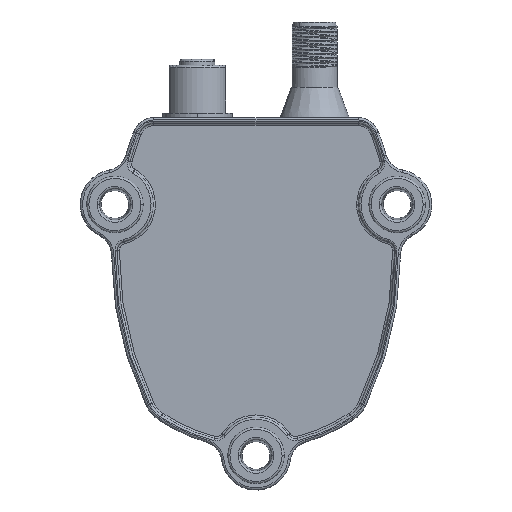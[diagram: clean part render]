
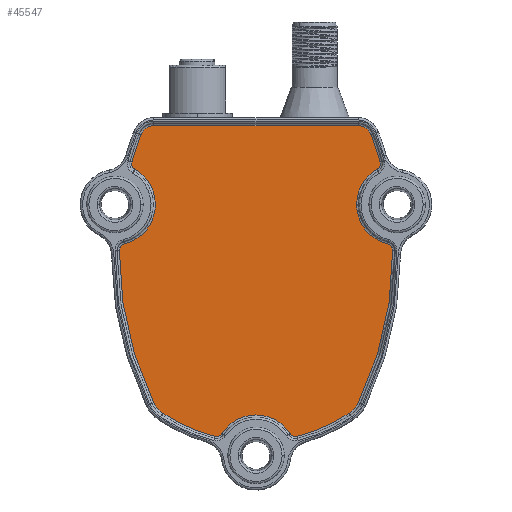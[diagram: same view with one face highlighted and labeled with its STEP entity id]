
A CAD part, front view. The second image highlights one B-rep face of the part: STEP entity #45547.
In plain terms, the highlighted planar face has unit normal (0, -1, 0).
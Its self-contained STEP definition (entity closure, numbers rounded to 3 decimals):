
#16444=CARTESIAN_POINT('',(-34.247,5.659,
10.265));
#16445=DIRECTION('',(0.,1.,0.));
#16446=DIRECTION('',(-1.,0.,0.011));
#16447=AXIS2_PLACEMENT_3D('',#16444,#16445,#16446);
#16449=CARTESIAN_POINT('',(-36.775,5.659,
20.789));
#16450=DIRECTION('',(0.,-1.,0.));
#16451=DIRECTION('',(0.234,0.,-0.972));
#16452=AXIS2_PLACEMENT_3D('',#16449,#16450,#16451);
#16454=CARTESIAN_POINT('',(-31.381,5.659,
30.173));
#16455=DIRECTION('',(0.,1.,0.));
#16456=DIRECTION('',(-0.498,0.,-0.867));
#16457=AXIS2_PLACEMENT_3D('',#16454,#16455,#16456);
#16459=CARTESIAN_POINT('',(42.425,5.659,9.389));
#16460=DIRECTION('',(0.,1.,0.));
#16461=DIRECTION('',(-0.963,0.,0.271));
#16462=AXIS2_PLACEMENT_3D('',#16459,#16460,#16461);
#16464=CARTESIAN_POINT('',(-27.775,5.659,
35.789));
#16465=DIRECTION('',(0.,1.,0.));
#16466=DIRECTION('',(-0.936,0.,0.352));
#16467=AXIS2_PLACEMENT_3D('',#16464,#16465,#16466);
#16469=CARTESIAN_POINT('',(19.225,5.659,35.789));
#16470=DIRECTION('',(0.,1.,0.));
#16471=DIRECTION('',(0.,0.,1.));
#16472=AXIS2_PLACEMENT_3D('',#16469,#16470,#16471);
#16474=CARTESIAN_POINT('',(-50.975,5.659,
9.389));
#16475=DIRECTION('',(0.,1.,0.));
#16476=DIRECTION('',(0.936,0.,0.352));
#16477=AXIS2_PLACEMENT_3D('',#16474,#16475,#16476);
#16479=CARTESIAN_POINT('',(22.831,5.659,30.173));
#16480=DIRECTION('',(0.,1.,0.));
#16481=DIRECTION('',(0.963,0.,0.271));
#16482=AXIS2_PLACEMENT_3D('',#16479,#16480,#16481);
#16484=CARTESIAN_POINT('',(28.225,5.659,20.789));
#16485=DIRECTION('',(0.,-1.,0.));
#16486=DIRECTION('',(-0.498,0.,0.867));
#16487=AXIS2_PLACEMENT_3D('',#16484,#16485,#16486);
#16489=CARTESIAN_POINT('',(25.696,5.659,10.265));
#16490=DIRECTION('',(0.,1.,0.));
#16491=DIRECTION('',(0.234,0.,0.972));
#16492=AXIS2_PLACEMENT_3D('',#16489,#16490,#16491);
#16494=CARTESIAN_POINT('',(-50.975,5.659,
9.389));
#16495=DIRECTION('',(0.,1.,0.));
#16496=DIRECTION('',(1.,0.,0.011));
#16497=AXIS2_PLACEMENT_3D('',#16494,#16495,#16496);
#16499=CARTESIAN_POINT('',(13.746,5.659,
-22.157));
#16500=DIRECTION('',(0.,1.,0.));
#16501=DIRECTION('',(0.899,0.,-0.438));
#16502=AXIS2_PLACEMENT_3D('',#16499,#16500,#16501);
#16504=CARTESIAN_POINT('',(-4.275,5.659,
4.889));
#16505=DIRECTION('',(0.,1.,0.));
#16506=DIRECTION('',(0.555,0.,-0.832));
#16507=AXIS2_PLACEMENT_3D('',#16504,#16505,#16506);
#16509=CARTESIAN_POINT('',(4.828,5.659,
-31.156));
#16510=DIRECTION('',(0.,1.,0.));
#16511=DIRECTION('',(0.245,0.,-0.97));
#16512=AXIS2_PLACEMENT_3D('',#16509,#16510,#16511);
#16514=CARTESIAN_POINT('',(-4.275,5.659,
-37.011));
#16515=DIRECTION('',(0.,-1.,0.));
#16516=DIRECTION('',(0.841,0.,0.541));
#16517=AXIS2_PLACEMENT_3D('',#16514,#16515,#16516);
#16519=CARTESIAN_POINT('',(-13.378,5.659,
-31.156));
#16520=DIRECTION('',(0.,1.,0.));
#16521=DIRECTION('',(0.841,0.,-0.541));
#16522=AXIS2_PLACEMENT_3D('',#16519,#16520,#16521);
#16524=CARTESIAN_POINT('',(-4.275,5.659,
4.889));
#16525=DIRECTION('',(0.,1.,0.));
#16526=DIRECTION('',(-0.245,0.,-0.97));
#16527=AXIS2_PLACEMENT_3D('',#16524,#16525,#16526);
#16529=CARTESIAN_POINT('',(-22.297,5.659,
-22.157));
#16530=DIRECTION('',(0.,1.,0.));
#16531=DIRECTION('',(-0.555,0.,-0.832));
#16532=AXIS2_PLACEMENT_3D('',#16529,#16530,#16531);
#16534=CARTESIAN_POINT('',(42.425,5.659,9.389));
#16535=DIRECTION('',(0.,1.,0.));
#16536=DIRECTION('',(-0.899,0.,-0.438));
#16537=AXIS2_PLACEMENT_3D('',#16534,#16535,#16536);
#16599=DIRECTION('',(-1.,0.,0.));
#16600=VECTOR('',#16599,47.);
#16601=CARTESIAN_POINT('',(19.225,5.659,38.964));
#16602=LINE('',#16601,#16600);
#17259=CARTESIAN_POINT('',(-35.745,5.659,
10.282));
#17260=CARTESIAN_POINT('',(-34.597,5.659,
11.722));
#17261=VERTEX_POINT('',#17259);
#17262=VERTEX_POINT('',#17260);
#17263=CARTESIAN_POINT('',(-32.128,5.659,
28.873));
#17264=VERTEX_POINT('',#17263);
#17265=CARTESIAN_POINT('',(-32.824,5.659,
30.579));
#17266=VERTEX_POINT('',#17265);
#17267=CARTESIAN_POINT('',(-30.747,5.659,
36.907));
#17268=VERTEX_POINT('',#17267);
#17269=CARTESIAN_POINT('',(-27.775,5.659,
38.964));
#17270=VERTEX_POINT('',#17269);
#17271=CARTESIAN_POINT('',(19.225,5.659,38.964));
#17272=VERTEX_POINT('',#17271);
#17273=CARTESIAN_POINT('',(22.197,5.659,36.907));
#17274=VERTEX_POINT('',#17273);
#17275=CARTESIAN_POINT('',(24.273,5.659,30.579));
#17276=VERTEX_POINT('',#17275);
#17277=CARTESIAN_POINT('',(23.577,5.659,28.873));
#17278=VERTEX_POINT('',#17277);
#17279=CARTESIAN_POINT('',(26.046,5.659,11.722));
#17280=VERTEX_POINT('',#17279);
#17281=CARTESIAN_POINT('',(27.195,5.659,10.282));
#17282=VERTEX_POINT('',#17281);
#17283=CARTESIAN_POINT('',(19.297,5.659,
-24.862));
#17284=VERTEX_POINT('',#17283);
#17285=CARTESIAN_POINT('',(17.17,5.659,
-27.296));
#17286=VERTEX_POINT('',#17285);
#17287=CARTESIAN_POINT('',(5.195,5.659,
-32.609));
#17288=VERTEX_POINT('',#17287);
#17289=CARTESIAN_POINT('',(3.567,5.659,
-31.966));
#17290=VERTEX_POINT('',#17289);
#17291=CARTESIAN_POINT('',(-12.118,5.659,
-31.966));
#17292=VERTEX_POINT('',#17291);
#17293=CARTESIAN_POINT('',(-13.745,5.659,-32.609));
#17294=VERTEX_POINT('',#17293);
#17295=CARTESIAN_POINT('',(-25.721,5.659,
-27.296));
#17296=VERTEX_POINT('',#17295);
#17297=CARTESIAN_POINT('',(-27.848,5.659,
-24.862));
#17298=VERTEX_POINT('',#17297);
#45501=CARTESIAN_POINT('',(-4.275,5.659,
-2.711));
#45502=DIRECTION('',(0.,-1.,0.));
#45503=DIRECTION('',(-1.,0.,0.));
#45504=AXIS2_PLACEMENT_3D('',#45501,#45502,#45503);
#45505=PLANE('',#45504);
#45507=ORIENTED_EDGE('',*,*,#45506,.T.);
#45509=ORIENTED_EDGE('',*,*,#45508,.T.);
#45511=ORIENTED_EDGE('',*,*,#45510,.T.);
#45513=ORIENTED_EDGE('',*,*,#45512,.T.);
#45515=ORIENTED_EDGE('',*,*,#45514,.T.);
#45517=ORIENTED_EDGE('',*,*,#45516,.F.);
#45519=ORIENTED_EDGE('',*,*,#45518,.T.);
#45521=ORIENTED_EDGE('',*,*,#45520,.T.);
#45523=ORIENTED_EDGE('',*,*,#45522,.T.);
#45525=ORIENTED_EDGE('',*,*,#45524,.T.);
#45527=ORIENTED_EDGE('',*,*,#45526,.T.);
#45529=ORIENTED_EDGE('',*,*,#45528,.T.);
#45531=ORIENTED_EDGE('',*,*,#45530,.T.);
#45533=ORIENTED_EDGE('',*,*,#45532,.T.);
#45535=ORIENTED_EDGE('',*,*,#45534,.T.);
#45537=ORIENTED_EDGE('',*,*,#45536,.T.);
#45539=ORIENTED_EDGE('',*,*,#45538,.T.);
#45541=ORIENTED_EDGE('',*,*,#45540,.T.);
#45542=ORIENTED_EDGE('',*,*,#45484,.T.);
#45544=ORIENTED_EDGE('',*,*,#45543,.T.);
#45545=EDGE_LOOP('',(#45507,#45509,#45511,#45513,#45515,#45517,#45519,#45521,
#45523,#45525,#45527,#45529,#45531,#45533,#45535,#45537,#45539,#45541,#45542,
#45544));
#45546=FACE_OUTER_BOUND('',#45545,.F.);
#45547=ADVANCED_FACE('',(#45546),#45505,.T.);
#16448=CIRCLE('',#16447,1.499);
#16453=CIRCLE('',#16452,9.325);
#16458=CIRCLE('',#16457,1.499);
#16463=CIRCLE('',#16462,78.175);
#16468=CIRCLE('',#16467,3.175);
#16473=CIRCLE('',#16472,3.175);
#16478=CIRCLE('',#16477,78.175);
#16483=CIRCLE('',#16482,1.499);
#16488=CIRCLE('',#16487,9.325);
#16493=CIRCLE('',#16492,1.499);
#16498=CIRCLE('',#16497,78.175);
#16503=CIRCLE('',#16502,6.175);
#16508=CIRCLE('',#16507,38.675);
#16513=CIRCLE('',#16512,1.499);
#16518=CIRCLE('',#16517,9.325);
#16523=CIRCLE('',#16522,1.499);
#16528=CIRCLE('',#16527,38.675);
#16533=CIRCLE('',#16532,6.175);
#16538=CIRCLE('',#16537,78.175);
#45484=EDGE_CURVE('',#17296,#17298,#16533,.T.);
#45506=EDGE_CURVE('',#17261,#17262,#16448,.T.);
#45508=EDGE_CURVE('',#17262,#17264,#16453,.T.);
#45510=EDGE_CURVE('',#17264,#17266,#16458,.T.);
#45512=EDGE_CURVE('',#17266,#17268,#16463,.T.);
#45514=EDGE_CURVE('',#17268,#17270,#16468,.T.);
#45516=EDGE_CURVE('',#17272,#17270,#16602,.T.);
#45518=EDGE_CURVE('',#17272,#17274,#16473,.T.);
#45520=EDGE_CURVE('',#17274,#17276,#16478,.T.);
#45522=EDGE_CURVE('',#17276,#17278,#16483,.T.);
#45524=EDGE_CURVE('',#17278,#17280,#16488,.T.);
#45526=EDGE_CURVE('',#17280,#17282,#16493,.T.);
#45528=EDGE_CURVE('',#17282,#17284,#16498,.T.);
#45530=EDGE_CURVE('',#17284,#17286,#16503,.T.);
#45532=EDGE_CURVE('',#17286,#17288,#16508,.T.);
#45534=EDGE_CURVE('',#17288,#17290,#16513,.T.);
#45536=EDGE_CURVE('',#17290,#17292,#16518,.T.);
#45538=EDGE_CURVE('',#17292,#17294,#16523,.T.);
#45540=EDGE_CURVE('',#17294,#17296,#16528,.T.);
#45543=EDGE_CURVE('',#17298,#17261,#16538,.T.);
